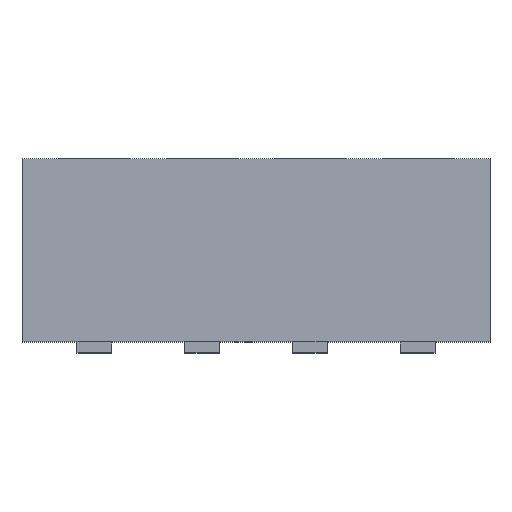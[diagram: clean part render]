
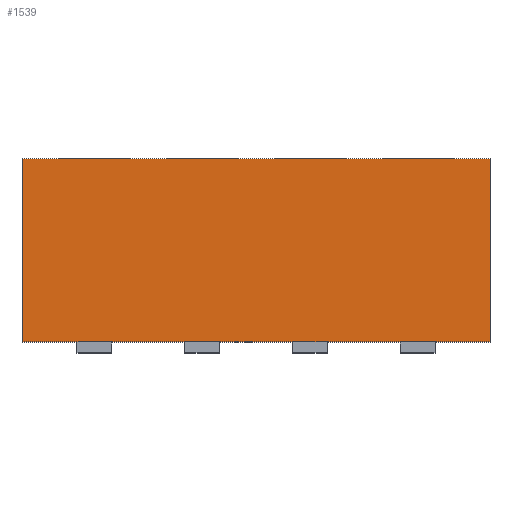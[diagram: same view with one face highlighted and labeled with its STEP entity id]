
A CAD part, top view. The second image highlights one B-rep face of the part: STEP entity #1539.
In plain terms, the highlighted planar face has unit normal (0, 0, 1).
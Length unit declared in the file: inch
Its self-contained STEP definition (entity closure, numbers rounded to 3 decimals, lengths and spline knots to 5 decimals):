
#214=ORIENTED_EDGE('',*,*,#603,.T.);
#215=ORIENTED_EDGE('',*,*,#600,.F.);
#216=ORIENTED_EDGE('',*,*,#607,.F.);
#217=ORIENTED_EDGE('',*,*,#492,.T.);
#492=EDGE_CURVE('',#709,#708,#852,.T.);
#600=EDGE_CURVE('',#784,#785,#960,.T.);
#603=EDGE_CURVE('',#708,#785,#963,.T.);
#607=EDGE_CURVE('',#709,#784,#967,.T.);
#708=VERTEX_POINT('',#2098);
#709=VERTEX_POINT('',#2100);
#784=VERTEX_POINT('',#2315);
#785=VERTEX_POINT('',#2317);
#852=LINE('',#2099,#1052);
#960=LINE('',#2316,#1160);
#963=LINE('',#2321,#1163);
#967=LINE('',#2328,#1167);
#1052=VECTOR('',#1706,39.37008);
#1160=VECTOR('',#1880,39.37008);
#1163=VECTOR('',#1885,39.37008);
#1167=VECTOR('',#1895,39.37008);
#1287=EDGE_LOOP('',(#214,#215,#216,#217));
#1379=FACE_BOUND('',#1287,.T.);
#1471=PLANE('',#1642);
#1539=ADVANCED_FACE('',(#1379),#1471,.F.);
#1642=AXIS2_PLACEMENT_3D('',#2327,#1893,#1894);
#1706=DIRECTION('',(0.,-1.,0.));
#1880=DIRECTION('',(0.,-1.,0.));
#1885=DIRECTION('',(1.,0.,0.));
#1893=DIRECTION('',(0.,0.,-1.));
#1894=DIRECTION('',(-1.,0.,0.));
#1895=DIRECTION('',(1.,0.,0.));
#2098=CARTESIAN_POINT('',(0.,0.,0.06));
#2099=CARTESIAN_POINT('',(0.,0.085,0.06));
#2100=CARTESIAN_POINT('',(0.,0.085,0.06));
#2315=CARTESIAN_POINT('',(0.217,0.085,0.06));
#2316=CARTESIAN_POINT('',(0.217,0.085,0.06));
#2317=CARTESIAN_POINT('',(0.217,0.,0.06));
#2321=CARTESIAN_POINT('',(0.,0.,0.06));
#2327=CARTESIAN_POINT('',(0.,0.085,0.06));
#2328=CARTESIAN_POINT('',(0.,0.085,0.06));
